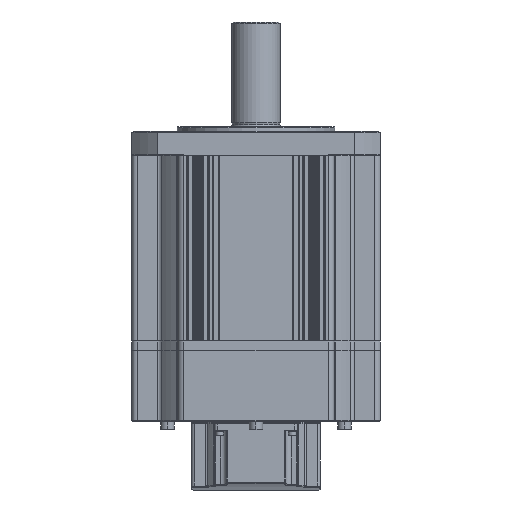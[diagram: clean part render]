
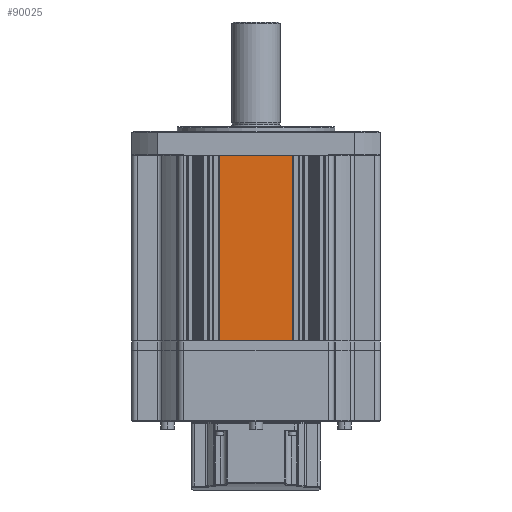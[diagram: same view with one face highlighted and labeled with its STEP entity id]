
A CAD part, front view. The second image highlights one B-rep face of the part: STEP entity #90025.
In plain terms, the highlighted planar face has unit normal (0, -1, 0).
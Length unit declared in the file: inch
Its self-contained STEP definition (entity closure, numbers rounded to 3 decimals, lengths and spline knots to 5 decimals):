
#3627 = LINE ( 'NONE', #85439, #57022 ) ;
#6888 = EDGE_CURVE ( 'NONE', #71559, #68262, #9309, .T. ) ;
#9309 = LINE ( 'NONE', #12467, #62679 ) ;
#10136 = CARTESIAN_POINT ( 'NONE',  ( 1.04331, -3.54331, 0. ) ) ;
#11532 = DIRECTION ( 'NONE',  ( -1., 0., 0. ) ) ;
#12467 = CARTESIAN_POINT ( 'NONE',  ( 1.04331, -3.54331, 0. ) ) ;
#12536 = VECTOR ( 'NONE', #44250, 39.37008 ) ;
#17597 = ORIENTED_EDGE ( 'NONE', *, *, #6888, .T. ) ;
#19796 = LINE ( 'NONE', #80632, #84175 ) ;
#20618 = DIRECTION ( 'NONE',  ( -1., 0., 0. ) ) ;
#21239 = PLANE ( 'NONE',  #36289 ) ;
#22631 = EDGE_CURVE ( 'NONE', #69931, #22972, #19796, .T. ) ;
#22972 = VERTEX_POINT ( 'NONE', #59499 ) ;
#23431 = LINE ( 'NONE', #10136, #12536 ) ;
#28563 = DIRECTION ( 'NONE',  ( 0., 1., 0. ) ) ;
#29842 = EDGE_CURVE ( 'NONE', #71559, #69931, #23431, .T. ) ;
#33303 = ORIENTED_EDGE ( 'NONE', *, *, #29842, .F. ) ;
#36289 = AXIS2_PLACEMENT_3D ( 'NONE', #90144, #28563, #20618 ) ;
#43692 = DIRECTION ( 'NONE',  ( 0., 0., 1. ) ) ;
#44250 = DIRECTION ( 'NONE',  ( 0., 0., -1. ) ) ;
#44833 = ORIENTED_EDGE ( 'NONE', *, *, #65772, .F. ) ;
#57022 = VECTOR ( 'NONE', #43692, 39.37008 ) ;
#59499 = CARTESIAN_POINT ( 'NONE',  ( -1.04331, -3.54331, -5.27559 ) ) ;
#59717 = CARTESIAN_POINT ( 'NONE',  ( 1.04331, -3.54331, 0. ) ) ;
#62679 = VECTOR ( 'NONE', #63948, 39.37008 ) ;
#63948 = DIRECTION ( 'NONE',  ( -1., 0., 0. ) ) ;
#65772 = EDGE_CURVE ( 'NONE', #22972, #68262, #3627, .T. ) ;
#68262 = VERTEX_POINT ( 'NONE', #72195 ) ;
#69826 = FACE_OUTER_BOUND ( 'NONE', #77224, .T. ) ;
#69931 = VERTEX_POINT ( 'NONE', #76697 ) ;
#71559 = VERTEX_POINT ( 'NONE', #59717 ) ;
#72195 = CARTESIAN_POINT ( 'NONE',  ( -1.04331, -3.54331, 0. ) ) ;
#76697 = CARTESIAN_POINT ( 'NONE',  ( 1.04331, -3.54331, -5.27559 ) ) ;
#77224 = EDGE_LOOP ( 'NONE', ( #33303, #17597, #44833, #86448 ) ) ;
#80632 = CARTESIAN_POINT ( 'NONE',  ( -3.52362, -3.54331, -5.27559 ) ) ;
#84175 = VECTOR ( 'NONE', #11532, 39.37008 ) ;
#85439 = CARTESIAN_POINT ( 'NONE',  ( -1.04331, -3.54331, 0. ) ) ;
#86448 = ORIENTED_EDGE ( 'NONE', *, *, #22631, .F. ) ;
#90025 = ADVANCED_FACE ( 'NONE', ( #69826 ), #21239, .F. ) ;
#90144 = CARTESIAN_POINT ( 'NONE',  ( 1.04331, -3.54331, 0. ) ) ;
